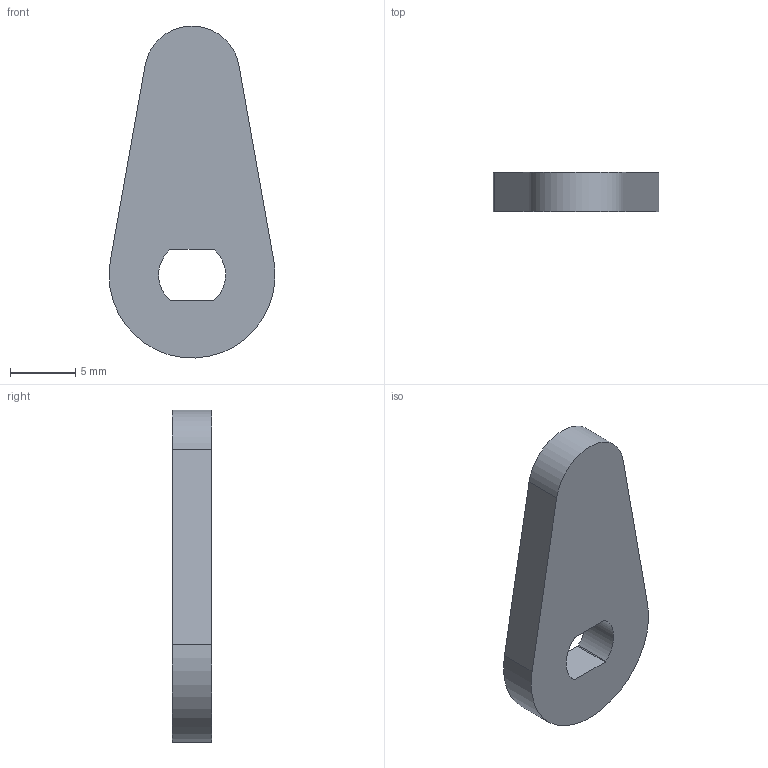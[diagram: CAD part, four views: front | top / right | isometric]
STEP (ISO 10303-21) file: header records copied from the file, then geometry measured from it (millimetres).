
FILE_DESCRIPTION(/* description */ (''),/* implementation_level */ '2;1');
FILE_NAME(/* name */ 'è¿«å»ç®~3',/* time_stamp */ '2017-11-06T10:28:36+08:00',/* author */ (''),/* organization */ (''),/* preprocessor_version */ 'ST-DEVELOPER v14',/* originating_system */ '',/* authorisation */ '');
FILE_SCHEMA (('CONFIG_CONTROL_DESIGN'));
Length unit declared in the file: millimetre
Products named in the file (1): Document
Bounding box: 12.74 x 3 x 25.51 mm (x, y, z)
Volume: 674.3 mm3; surface area: 685.5 mm2
Topology: 1 solids, 1 shells, 14 faces, 36 edges, 24 vertices
Faces by surface type: bspline 12, plane 2
Entity records: 520 total; most frequent: CARTESIAN_POINT 244, ORIENTED_EDGE 72, EDGE_CURVE 36, VERTEX_POINT 24, EDGE_LOOP 16, ADVANCED_FACE 14, FACE_OUTER_BOUND 14, ORGANIZATION 7
